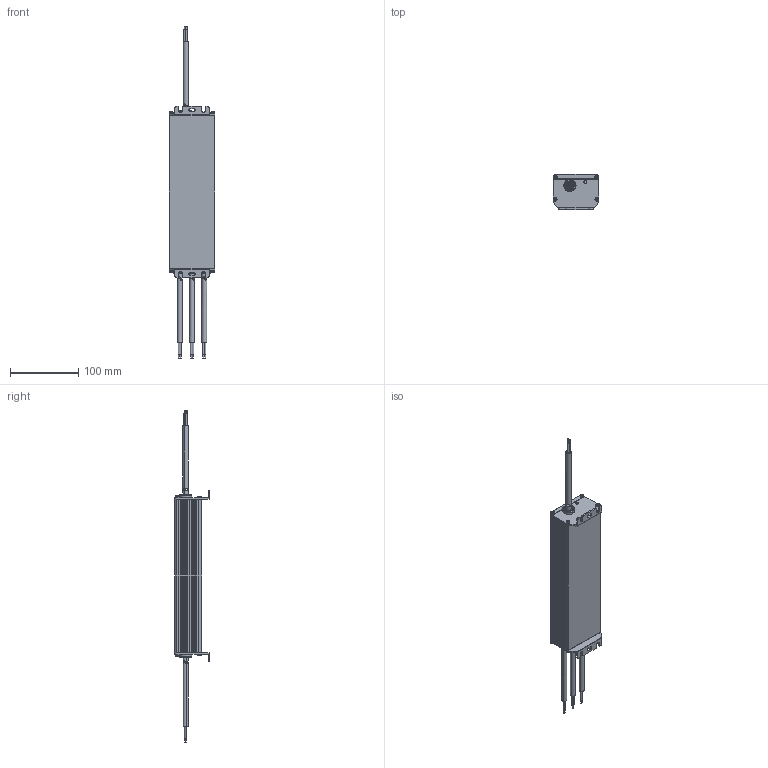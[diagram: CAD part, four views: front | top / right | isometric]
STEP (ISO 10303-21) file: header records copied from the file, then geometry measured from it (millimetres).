
FILE_DESCRIPTION (( 'STEP AP203' ), '1' );
FILE_NAME ('200W 2CH軞蚾饜极.STEP', '2024-02-05T02:33:54', ( 'pc' ), ( '' ), 'SwSTEP 2.0', 'SolidWorks 2012', '' );
FILE_SCHEMA (( 'CONFIG_CONTROL_DESIGN' ));
Length unit declared in the file: millimetre
Products named in the file (12): 200W 2CH軞蚾饜极; M3x8_PreviewCfg; 怀堤盄旰; 输入线束; 坫傻滅阨SR_6-8.5; A6532寡蝶躇猾菜; A8296怀堤傷裔; A8296输入端盖; PCB蚾饜极; 陔橈埽え; PCB°å150W; A4216俋褲
Assembly tree (24 placements, depth 3):
  200W 2CH軞蚾饜极
    A4216俋褲
    PCB蚾饜极
      PCB°å150W
      陔橈埽え
    A8296输入端盖
    A8296怀堤傷裔
    A6532寡蝶躇猾菜  x2
    坫傻滅阨SR_6-8.5  x4
    输入线束
    怀堤盄旰  x3
    M3x8_PreviewCfg  x8
Bounding box: 67.5 x 51 x 487.6 mm (x, y, z)
Volume: 319305.1 mm3; surface area: 316514.7 mm2
Topology: 27 solids, 27 shells, 1970 faces, 5288 edges, 3438 vertices
Faces by surface type: plane 1222, cylinder 463, torus 112, cone 100, bspline 57, sphere 16
Entity records: 51613 total; most frequent: CARTESIAN_POINT 10879, ORIENTED_EDGE 8364, DIRECTION 7843, EDGE_CURVE 4182, LINE 3201, VECTOR 3201, VERTEX_POINT 2761, AXIS2_PLACEMENT_3D 2321
